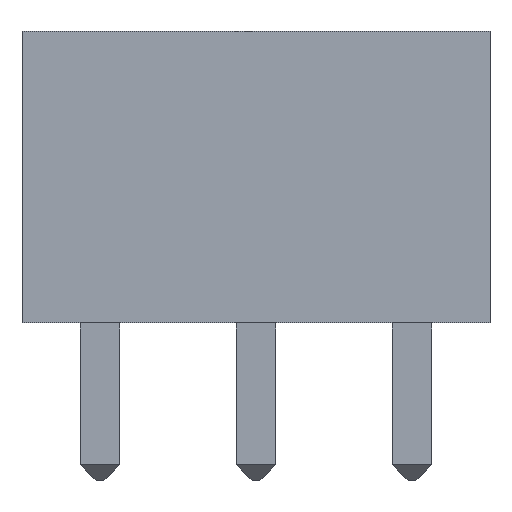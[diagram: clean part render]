
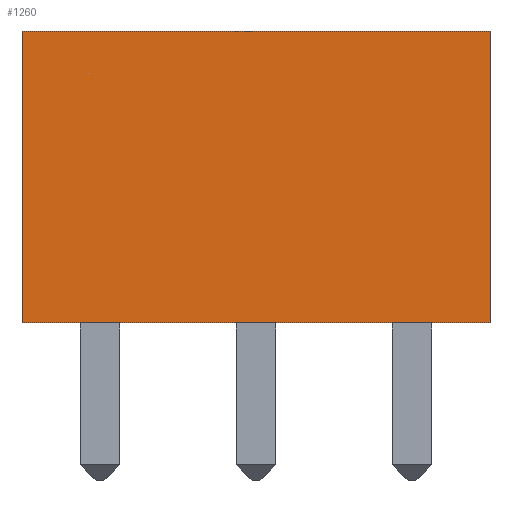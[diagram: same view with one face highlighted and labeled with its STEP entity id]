
A CAD part, left-side view. The second image highlights one B-rep face of the part: STEP entity #1260.
In plain terms, the highlighted planar face has unit normal (-1, 0, 0).
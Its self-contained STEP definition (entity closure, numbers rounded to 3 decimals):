
#33=PLANE('',#1369);
#116=FACE_OUTER_BOUND('',#199,.T.);
#199=EDGE_LOOP('',(#918,#919,#920,#921));
#282=LINE('',#1819,#450);
#283=LINE('',#1821,#451);
#284=LINE('',#1823,#452);
#285=LINE('',#1824,#453);
#450=VECTOR('',#1477,10.);
#451=VECTOR('',#1478,10.);
#452=VECTOR('',#1479,10.);
#453=VECTOR('',#1480,10.);
#627=VERTEX_POINT('',#1817);
#628=VERTEX_POINT('',#1818);
#629=VERTEX_POINT('',#1820);
#630=VERTEX_POINT('',#1822);
#738=EDGE_CURVE('',#627,#628,#282,.T.);
#739=EDGE_CURVE('',#627,#629,#283,.T.);
#740=EDGE_CURVE('',#630,#629,#284,.T.);
#741=EDGE_CURVE('',#628,#630,#285,.T.);
#918=ORIENTED_EDGE('',*,*,#738,.F.);
#919=ORIENTED_EDGE('',*,*,#739,.T.);
#920=ORIENTED_EDGE('',*,*,#740,.F.);
#921=ORIENTED_EDGE('',*,*,#741,.F.);
#1260=ADVANCED_FACE('',(#116),#33,.T.);
#1369=AXIS2_PLACEMENT_3D('',#1816,#1475,#1476);
#1475=DIRECTION('center_axis',(-1.,0.,0.));
#1476=DIRECTION('ref_axis',(0.,0.,1.));
#1477=DIRECTION('',(0.,0.,-1.));
#1478=DIRECTION('',(0.,1.,0.));
#1479=DIRECTION('',(0.,0.,1.));
#1480=DIRECTION('',(0.,1.,0.));
#1816=CARTESIAN_POINT('Origin',(-5.8,0.,-3.6));
#1817=CARTESIAN_POINT('',(-5.8,0.,3.8));
#1818=CARTESIAN_POINT('',(-5.8,0.,-3.6));
#1819=CARTESIAN_POINT('',(-5.8,0.,3.8));
#1820=CARTESIAN_POINT('',(-5.8,11.88,3.8));
#1821=CARTESIAN_POINT('',(-5.8,0.,3.8));
#1822=CARTESIAN_POINT('',(-5.8,11.88,-3.6));
#1823=CARTESIAN_POINT('',(-5.8,11.88,3.8));
#1824=CARTESIAN_POINT('',(-5.8,0.,-3.6));
